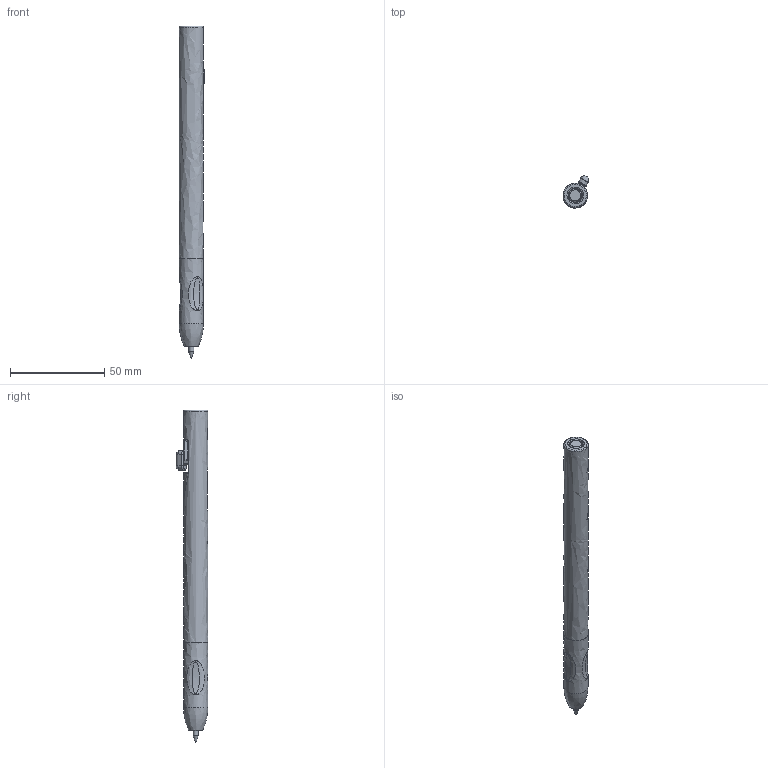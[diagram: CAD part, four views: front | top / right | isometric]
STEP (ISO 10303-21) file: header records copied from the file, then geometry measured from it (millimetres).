
FILE_DESCRIPTION(('FreeCAD Model'),'2;1');
FILE_NAME('Open CASCADE Shape Model','2025-05-03T18:49:28',('FreeCAD'),( 'FreeCAD'),'Open CASCADE STEP processor 7.6','FreeCAD','Unknown');
FILE_SCHEMA(('AUTOMOTIVE_DESIGN { 1 0 10303 214 1 1 1 1 }'));
Length unit declared in the file: millimetre
Products named in the file (1): Open CASCADE STEP translator 7.6 1
Bounding box: 13.69 x 16.85 x 176.24 mm (x, y, z)
Volume: 20346.1 mm3; surface area: 16268.4 mm2
Topology: 6 solids, 6 shells, 160 faces, 344 edges, 204 vertices
Faces by surface type: bspline 160
Entity records: 8089 total; most frequent: CARTESIAN_POINT 6118, ORIENTED_EDGE 682, EDGE_CURVE 341, VERTEX_POINT 204, FACE_BOUND 177, EDGE_LOOP 177, B_SPLINE_CURVE_WITH_KNOTS 163, ADVANCED_FACE 160
